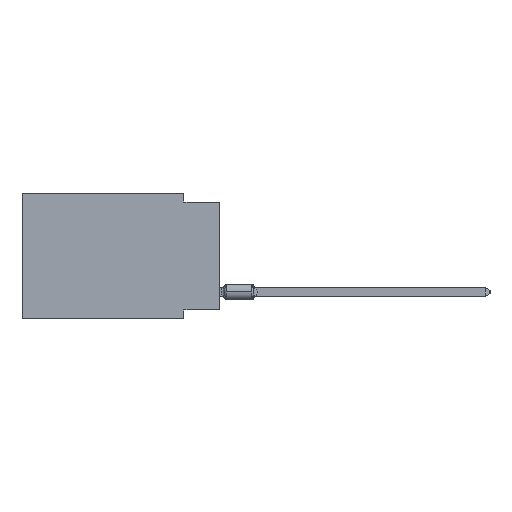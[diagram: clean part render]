
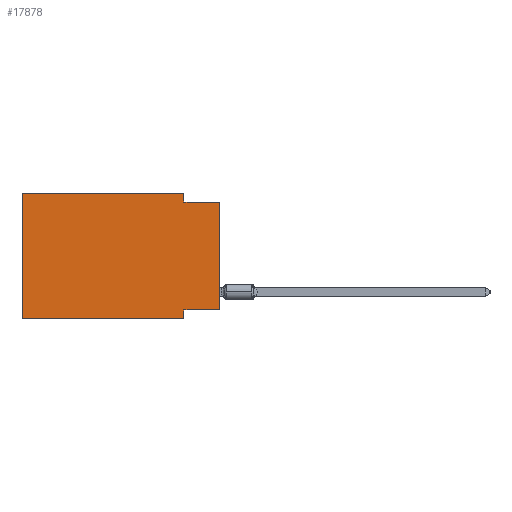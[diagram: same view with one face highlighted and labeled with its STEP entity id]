
A CAD part, left-side view. The second image highlights one B-rep face of the part: STEP entity #17878.
In plain terms, the highlighted planar face has unit normal (-1, 0, 0).
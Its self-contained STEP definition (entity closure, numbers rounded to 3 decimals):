
#1196 = LINE ( 'NONE', #16498, #5258 ) ;
#2689 = CARTESIAN_POINT ( 'NONE',  ( 0., 13.97, 0. ) ) ;
#2789 = CARTESIAN_POINT ( 'NONE',  ( 0., 2.54, -8.255 ) ) ;
#2916 = EDGE_CURVE ( 'NONE', #41171, #26627, #20057, .T. ) ;
#4558 = VERTEX_POINT ( 'NONE', #38762 ) ;
#4589 = DIRECTION ( 'NONE',  ( 0., -1., 0. ) ) ;
#4691 = EDGE_CURVE ( 'NONE', #4558, #41171, #5130, .T. ) ;
#5130 = LINE ( 'NONE', #39019, #47607 ) ;
#5258 = VECTOR ( 'NONE', #40272, 1000. ) ;
#5939 = LINE ( 'NONE', #47113, #18583 ) ;
#6380 = CARTESIAN_POINT ( 'NONE',  ( 0., 0., -8.255 ) ) ;
#6812 = CARTESIAN_POINT ( 'NONE',  ( 0., 13.97, -8.89 ) ) ;
#9202 = VERTEX_POINT ( 'NONE', #6380 ) ;
#11173 = LINE ( 'NONE', #26460, #24748 ) ;
#12875 = LINE ( 'NONE', #47502, #29383 ) ;
#13146 = EDGE_LOOP ( 'NONE', ( #31452, #42071, #26882, #24496, #30500, #49606, #46229, #42565 ) ) ;
#14569 = EDGE_CURVE ( 'NONE', #9202, #26627, #1196, .T. ) ;
#15529 = CARTESIAN_POINT ( 'NONE',  ( 0., 13.97, 0. ) ) ;
#16025 = LINE ( 'NONE', #15529, #35622 ) ;
#16125 = LINE ( 'NONE', #38965, #40713 ) ;
#16397 = VERTEX_POINT ( 'NONE', #48748 ) ;
#16416 = DIRECTION ( 'NONE',  ( 0., 0., -1. ) ) ;
#16498 = CARTESIAN_POINT ( 'NONE',  ( 0., 0., 0. ) ) ;
#17878 = ADVANCED_FACE ( 'NONE', ( #19601 ), #34917, .F. ) ;
#18583 = VECTOR ( 'NONE', #21231, 1000. ) ;
#19601 = FACE_OUTER_BOUND ( 'NONE', #13146, .T. ) ;
#20040 = VERTEX_POINT ( 'NONE', #2689 ) ;
#20057 = LINE ( 'NONE', #43418, #22953 ) ;
#20599 = DIRECTION ( 'NONE',  ( 1., 0., 0. ) ) ;
#21231 = DIRECTION ( 'NONE',  ( 0., 0., -1. ) ) ;
#22953 = VECTOR ( 'NONE', #23566, 1000. ) ;
#23129 = CARTESIAN_POINT ( 'NONE',  ( 0., 2.54, -0.635 ) ) ;
#23566 = DIRECTION ( 'NONE',  ( 0., -1., 0. ) ) ;
#24496 = ORIENTED_EDGE ( 'NONE', *, *, #40524, .F. ) ;
#24748 = VECTOR ( 'NONE', #41291, 1000. ) ;
#24864 = VERTEX_POINT ( 'NONE', #2789 ) ;
#25447 = EDGE_CURVE ( 'NONE', #24864, #16397, #5939, .T. ) ;
#26460 = CARTESIAN_POINT ( 'NONE',  ( 0., 13.97, 0. ) ) ;
#26627 = VERTEX_POINT ( 'NONE', #46127 ) ;
#26882 = ORIENTED_EDGE ( 'NONE', *, *, #4691, .F. ) ;
#29383 = VECTOR ( 'NONE', #36450, 1000. ) ;
#30500 = ORIENTED_EDGE ( 'NONE', *, *, #37290, .F. ) ;
#30832 = DIRECTION ( 'NONE',  ( 0., 0., 1. ) ) ;
#31143 = CARTESIAN_POINT ( 'NONE',  ( 0., 13.97, 0. ) ) ;
#31452 = ORIENTED_EDGE ( 'NONE', *, *, #14569, .T. ) ;
#31954 = EDGE_CURVE ( 'NONE', #42617, #16397, #16125, .T. ) ;
#33232 = EDGE_CURVE ( 'NONE', #9202, #24864, #12875, .T. ) ;
#34754 = AXIS2_PLACEMENT_3D ( 'NONE', #31143, #20599, #46478 ) ;
#34917 = PLANE ( 'NONE',  #34754 ) ;
#35622 = VECTOR ( 'NONE', #30832, 1000. ) ;
#36450 = DIRECTION ( 'NONE',  ( 0., 1., 0. ) ) ;
#37290 = EDGE_CURVE ( 'NONE', #42617, #20040, #16025, .T. ) ;
#38762 = CARTESIAN_POINT ( 'NONE',  ( 0., 2.54, 0. ) ) ;
#38965 = CARTESIAN_POINT ( 'NONE',  ( 0., 13.97, -8.89 ) ) ;
#39019 = CARTESIAN_POINT ( 'NONE',  ( 0., 2.54, 0. ) ) ;
#40272 = DIRECTION ( 'NONE',  ( 0., 0., 1. ) ) ;
#40524 = EDGE_CURVE ( 'NONE', #20040, #4558, #11173, .T. ) ;
#40713 = VECTOR ( 'NONE', #4589, 1000. ) ;
#41171 = VERTEX_POINT ( 'NONE', #23129 ) ;
#41291 = DIRECTION ( 'NONE',  ( 0., -1., 0. ) ) ;
#42071 = ORIENTED_EDGE ( 'NONE', *, *, #2916, .F. ) ;
#42565 = ORIENTED_EDGE ( 'NONE', *, *, #33232, .F. ) ;
#42617 = VERTEX_POINT ( 'NONE', #6812 ) ;
#43418 = CARTESIAN_POINT ( 'NONE',  ( 0., 0., -0.635 ) ) ;
#46127 = CARTESIAN_POINT ( 'NONE',  ( 0., 0., -0.635 ) ) ;
#46229 = ORIENTED_EDGE ( 'NONE', *, *, #25447, .F. ) ;
#46478 = DIRECTION ( 'NONE',  ( 0., 0., -1. ) ) ;
#47113 = CARTESIAN_POINT ( 'NONE',  ( 0., 2.54, -8.89 ) ) ;
#47502 = CARTESIAN_POINT ( 'NONE',  ( 0., 0., -8.255 ) ) ;
#47607 = VECTOR ( 'NONE', #16416, 1000. ) ;
#48748 = CARTESIAN_POINT ( 'NONE',  ( 0., 2.54, -8.89 ) ) ;
#49606 = ORIENTED_EDGE ( 'NONE', *, *, #31954, .T. ) ;
